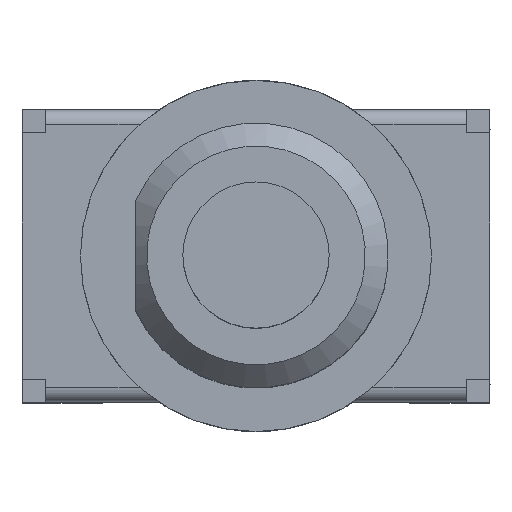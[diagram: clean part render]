
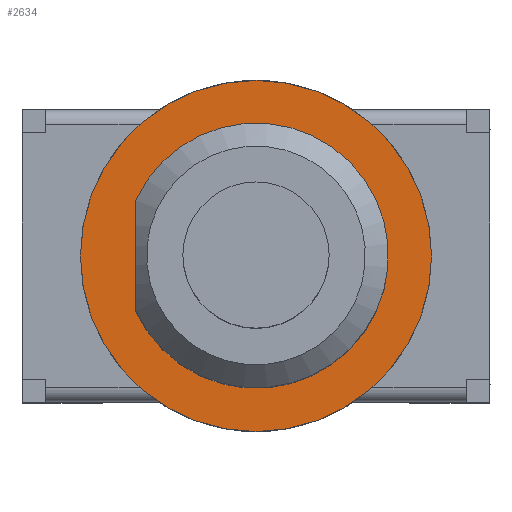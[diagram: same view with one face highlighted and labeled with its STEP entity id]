
A CAD part, top view. The second image highlights one B-rep face of the part: STEP entity #2634.
In plain terms, the highlighted planar face has unit normal (0, 0, 1).
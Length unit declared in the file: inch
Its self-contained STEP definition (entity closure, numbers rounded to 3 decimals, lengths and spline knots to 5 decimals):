
#81=FACE_BOUND('',#353,.T.);
#94=PLANE('',#2811);
#201=FACE_OUTER_BOUND('',#352,.T.);
#352=EDGE_LOOP('',(#1821));
#353=EDGE_LOOP('',(#1822,#1823));
#505=LINE('',#3762,#801);
#801=VECTOR('',#3039,0.3937);
#1098=CIRCLE('',#2810,0.09055);
#1099=CIRCLE('',#2812,0.12008);
#1155=VERTEX_POINT('',#3759);
#1156=VERTEX_POINT('',#3761);
#1157=VERTEX_POINT('',#3768);
#1409=EDGE_CURVE('',#1156,#1155,#505,.T.);
#1411=EDGE_CURVE('',#1155,#1156,#1098,.T.);
#1412=EDGE_CURVE('',#1157,#1157,#1099,.T.);
#1821=ORIENTED_EDGE('',*,*,#1412,.F.);
#1822=ORIENTED_EDGE('',*,*,#1409,.T.);
#1823=ORIENTED_EDGE('',*,*,#1411,.T.);
#2634=ADVANCED_FACE('',(#201,#81),#94,.F.);
#2810=AXIS2_PLACEMENT_3D('',#3766,#3045,#3046);
#2811=AXIS2_PLACEMENT_3D('',#3767,#3047,#3048);
#2812=AXIS2_PLACEMENT_3D('',#3769,#3049,#3050);
#3039=DIRECTION('',(0.,1.,0.));
#3045=DIRECTION('center_axis',(0.,0.,
-1.));
#3046=DIRECTION('ref_axis',(0.909,0.417,0.));
#3047=DIRECTION('center_axis',(0.,0.,
-1.));
#3048=DIRECTION('ref_axis',(1.,0.,0.));
#3049=DIRECTION('center_axis',(0.,0.,
-1.));
#3050=DIRECTION('ref_axis',(1.,0.,0.));
#3759=CARTESIAN_POINT('',(-0.08228,0.0378,0.30866));
#3761=CARTESIAN_POINT('',(-0.08228,-0.0378,0.30866));
#3762=CARTESIAN_POINT('',(-0.08228,-0.0189,0.30866));
#3766=CARTESIAN_POINT('Origin',(0.,0.,
0.30866));
#3767=CARTESIAN_POINT('Origin',(0.,0.,
0.30866));
#3768=CARTESIAN_POINT('',(-0.12008,0.,0.30866));
#3769=CARTESIAN_POINT('Origin',(0.,0.,
0.30866));
